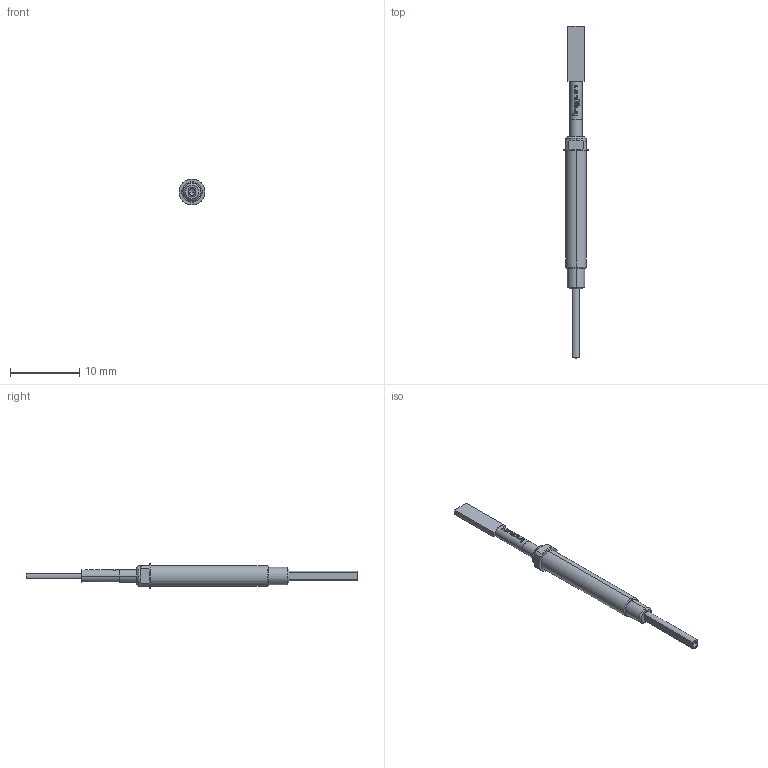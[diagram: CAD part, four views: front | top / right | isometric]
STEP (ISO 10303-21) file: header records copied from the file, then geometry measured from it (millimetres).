
FILE_DESCRIPTION (( 'STEP AP203' ), '1' );
FILE_NAME ('INGUN_GKS-803_102_208_A_xx02_M.STEP', '2021-11-02T15:08:35', ( 'ochi' ), ( '' ), 'SwSTEP 2.0', 'SolidWorks 2018', '' );
FILE_SCHEMA (( 'CONFIG_CONTROL_DESIGN' ));
Length unit declared in the file: millimetre
Products named in the file (1): INGUN_GKS-803_102_208_A_xx02_M
Bounding box: 3.75 x 48 x 3.75 mm (x, y, z)
Volume: 199.8 mm3; surface area: 363.4 mm2
Topology: 1 solids, 1 shells, 121 faces, 310 edges, 199 vertices
Faces by surface type: plane 65, bspline 22, cylinder 22, cone 10, torus 2
Entity records: 4023 total; most frequent: CARTESIAN_POINT 1179, ORIENTED_EDGE 616, DIRECTION 512, EDGE_CURVE 308, VERTEX_POINT 199, AXIS2_PLACEMENT_3D 196, EDGE_LOOP 131, FACE_OUTER_BOUND 121
